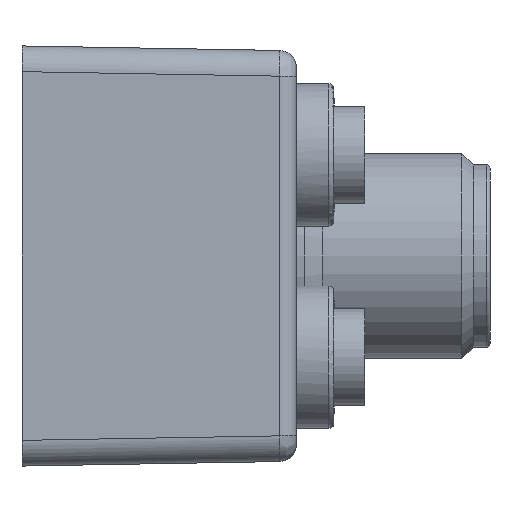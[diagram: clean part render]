
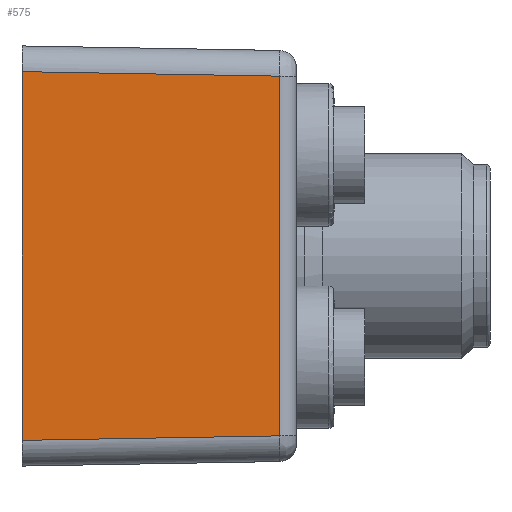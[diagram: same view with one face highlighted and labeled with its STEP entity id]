
A CAD part, left-side view. The second image highlights one B-rep face of the part: STEP entity #575.
In plain terms, the highlighted planar face has unit normal (-1, -0.018, 0).
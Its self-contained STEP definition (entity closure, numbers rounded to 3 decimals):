
#155=PLANE('',#3489);
#219=LINE('',#5320,#277);
#220=LINE('',#5322,#278);
#224=LINE('',#5350,#282);
#225=LINE('',#5352,#283);
#277=VECTOR('',#4363,1.);
#278=VECTOR('',#4366,1.);
#282=VECTOR('',#4378,1.);
#283=VECTOR('',#4381,1.);
#349=FACE_OUTER_BOUND('',#1520,.T.);
#575=ADVANCED_FACE('',(#349),#155,.F.);
#1520=EDGE_LOOP('',(#2050,#2051,#2052,#2053));
#2050=ORIENTED_EDGE('',*,*,#2801,.T.);
#2051=ORIENTED_EDGE('',*,*,#2802,.T.);
#2052=ORIENTED_EDGE('',*,*,#2793,.T.);
#2053=ORIENTED_EDGE('',*,*,#2792,.F.);
#2503=VERTEX_POINT('',#5312);
#2506=VERTEX_POINT('',#5319);
#2507=VERTEX_POINT('',#5323);
#2510=VERTEX_POINT('',#5349);
#2792=EDGE_CURVE('',#2506,#2503,#219,.T.);
#2793=EDGE_CURVE('',#2507,#2503,#220,.T.);
#2801=EDGE_CURVE('',#2506,#2510,#224,.T.);
#2802=EDGE_CURVE('',#2510,#2507,#225,.T.);
#3489=AXIS2_PLACEMENT_3D('',#5353,#4382,#4383);
#4363=DIRECTION('',(0.,0.,1.));
#4366=DIRECTION('',(-0.017,1.,0.017));
#4378=DIRECTION('',(0.017,-1.,0.017));
#4381=DIRECTION('',(0.,0.,1.));
#4382=DIRECTION('',(1.,0.017,0.));
#4383=DIRECTION('',(0.017,-1.,0.));
#5312=CARTESIAN_POINT('',(2.652,69.8,15.953));
#5319=CARTESIAN_POINT('',(2.652,69.8,-5.553));
#5320=CARTESIAN_POINT('',(2.652,69.8,-6.8));
#5322=CARTESIAN_POINT('',(2.898,55.727,15.708));
#5323=CARTESIAN_POINT('',(2.914,54.783,15.691));
#5349=CARTESIAN_POINT('',(2.914,54.783,-5.291));
#5350=CARTESIAN_POINT('',(2.898,55.727,-5.308));
#5352=CARTESIAN_POINT('',(2.914,54.783,5.2));
#5353=CARTESIAN_POINT('',(2.895,55.911,5.2));
